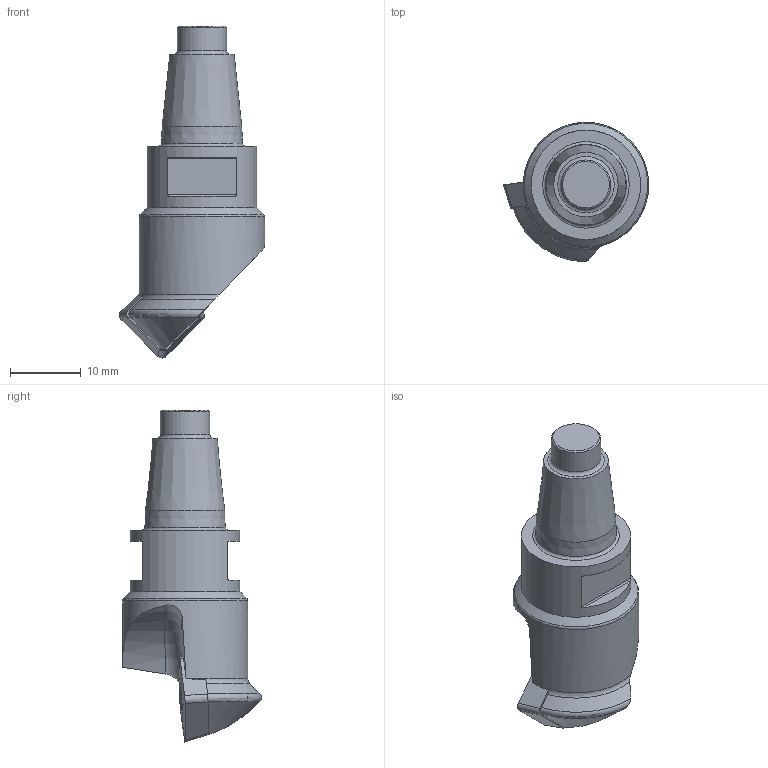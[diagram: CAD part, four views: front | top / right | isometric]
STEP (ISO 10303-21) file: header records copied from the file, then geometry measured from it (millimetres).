
FILE_DESCRIPTION(/* description */ (''),/* implementation_level */ '2;1');
FILE_NAME(/* name */ '1562213664071.stp',/* time_stamp */ '2019-07-04T09:44:35+05:00',/* author */ (''),/* organization */ ('SMS'),/* preprocessor_version */ 'ST-DEVELOPER v15',/* originating_system */ 'SIEMENS PLM Software NX 8.5',/* authorisation */ '');
FILE_SCHEMA (('AUTOMOTIVE_DESIGN { 1 0 10303 214 3 1 1 1 }'));
Length unit declared in the file: millimetre
Products named in the file (4): ASSEMBLY_CONSTRUCTION; 202410841mod000_00; 202443511mod000_00; 202443528mod000_00
Assembly tree (3 placements, depth 2):
  202443528mod000_00
    202443511mod000_00
    202410841mod000_00
    ASSEMBLY_CONSTRUCTION
Bounding box: 20.58 x 19.7 x 47 mm (x, y, z)
Volume: 5532.9 mm3; surface area: 2451.7 mm2
Topology: 2 solids, 2 shells, 108 faces, 274 edges, 184 vertices
Faces by surface type: plane 42, cone 16, bspline 14, extrusion 13, cylinder 12, torus 10, sphere 1
Full cylindrical faces by diameter (mm): 2.7 x1, 3 x1, 3.4 x1, 4.2 x1, 7 x1, 15.5 x1, 17.758 x1
Entity records: 5471 total; most frequent: CARTESIAN_POINT 2951, ORIENTED_EDGE 490, DIRECTION 432, EDGE_CURVE 245, AXIS2_PLACEMENT_3D 180, VERTEX_POINT 169, EDGE_LOOP 137, B_SPLINE_CURVE_WITH_KNOTS 113
